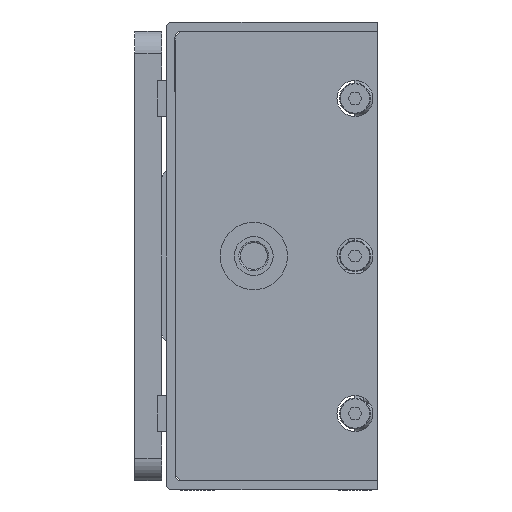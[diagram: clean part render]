
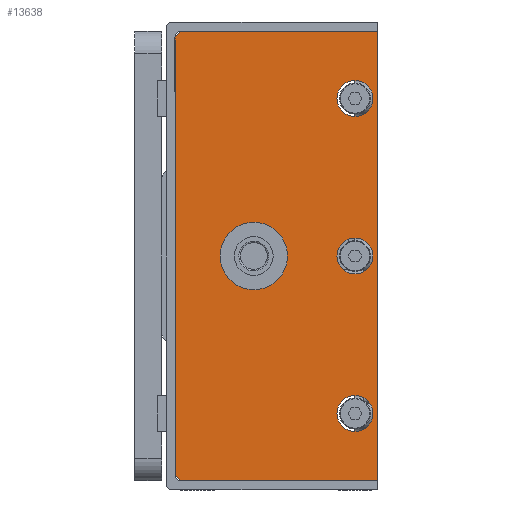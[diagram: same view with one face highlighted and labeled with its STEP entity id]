
A CAD part, left-side view. The second image highlights one B-rep face of the part: STEP entity #13638.
In plain terms, the highlighted planar face has unit normal (-1, 0, 0).
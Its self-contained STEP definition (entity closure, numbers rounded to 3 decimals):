
#167 = DIRECTION ( 'NONE',  ( 1., 0., 0. ) ) ;
#440 = CIRCLE ( 'NONE', #15477, 4. ) ;
#546 = FACE_BOUND ( 'NONE', #7568, .T. ) ;
#1074 = AXIS2_PLACEMENT_3D ( 'NONE', #8853, #28333, #11625 ) ;
#1123 = VECTOR ( 'NONE', #35688, 1000. ) ;
#1604 = VERTEX_POINT ( 'NONE', #7210 ) ;
#1659 = DIRECTION ( 'NONE',  ( 0., 0., 1. ) ) ;
#1674 = EDGE_LOOP ( 'NONE', ( #29229, #26888 ) ) ;
#2118 = CARTESIAN_POINT ( 'NONE',  ( -146., 43., 48. ) ) ;
#2467 = DIRECTION ( 'NONE',  ( -1., 0., 0. ) ) ;
#2675 = EDGE_CURVE ( 'NONE', #6269, #7242, #440, .T. ) ;
#2773 = VERTEX_POINT ( 'NONE', #10894 ) ;
#3178 = AXIS2_PLACEMENT_3D ( 'NONE', #13400, #32903, #16232 ) ;
#3210 = CARTESIAN_POINT ( 'NONE',  ( -146., 5., 31. ) ) ;
#3376 = EDGE_CURVE ( 'NONE', #28771, #25842, #7863, .T. ) ;
#3460 = CARTESIAN_POINT ( 'NONE',  ( -146., 20., 0. ) ) ;
#4427 = EDGE_CURVE ( 'NONE', #15623, #9194, #18448, .T. ) ;
#4645 = AXIS2_PLACEMENT_3D ( 'NONE', #15983, #35425, #18748 ) ;
#4817 = CARTESIAN_POINT ( 'NONE',  ( -146., 5., 35. ) ) ;
#4911 = DIRECTION ( 'NONE',  ( 0., 1., 0. ) ) ;
#5591 = CARTESIAN_POINT ( 'NONE',  ( -146., 0., -50. ) ) ;
#5656 = CIRCLE ( 'NONE', #19220, 2. ) ;
#5694 = PLANE ( 'NONE',  #31450 ) ;
#5701 = CIRCLE ( 'NONE', #8597, 4. ) ;
#5875 = DIRECTION ( 'NONE',  ( 1., 0., 0. ) ) ;
#6109 = CARTESIAN_POINT ( 'NONE',  ( -146., 43., 50. ) ) ;
#6117 = DIRECTION ( 'NONE',  ( -1., 0., 0. ) ) ;
#6188 = ORIENTED_EDGE ( 'NONE', *, *, #28110, .F. ) ;
#6269 = VERTEX_POINT ( 'NONE', #24138 ) ;
#6681 = ORIENTED_EDGE ( 'NONE', *, *, #20663, .F. ) ;
#6715 = AXIS2_PLACEMENT_3D ( 'NONE', #22801, #6117, #25605 ) ;
#7098 = FACE_OUTER_BOUND ( 'NONE', #22238, .T. ) ;
#7210 = CARTESIAN_POINT ( 'NONE',  ( -146., 45., -48. ) ) ;
#7242 = VERTEX_POINT ( 'NONE', #35842 ) ;
#7568 = EDGE_LOOP ( 'NONE', ( #28901, #26448 ) ) ;
#7745 = EDGE_CURVE ( 'NONE', #25842, #28771, #20778, .T. ) ;
#7863 = CIRCLE ( 'NONE', #33915, 7.5 ) ;
#8300 = ORIENTED_EDGE ( 'NONE', *, *, #20606, .T. ) ;
#8439 = EDGE_LOOP ( 'NONE', ( #16697, #6681 ) ) ;
#8547 = LINE ( 'NONE', #27332, #1123 ) ;
#8591 = EDGE_CURVE ( 'NONE', #29443, #1604, #23297, .T. ) ;
#8597 = AXIS2_PLACEMENT_3D ( 'NONE', #14400, #33885, #17225 ) ;
#8673 = DIRECTION ( 'NONE',  ( 0., 1., 0. ) ) ;
#8853 = CARTESIAN_POINT ( 'NONE',  ( -146., 43., -48. ) ) ;
#9194 = VERTEX_POINT ( 'NONE', #24286 ) ;
#9414 = CIRCLE ( 'NONE', #4645, 4. ) ;
#9653 = CIRCLE ( 'NONE', #6715, 4. ) ;
#10563 = VERTEX_POINT ( 'NONE', #12825 ) ;
#10651 = DIRECTION ( 'NONE',  ( -1., 0., 0. ) ) ;
#10894 = CARTESIAN_POINT ( 'NONE',  ( -146., 43., -50. ) ) ;
#11479 = VECTOR ( 'NONE', #13042, 1000. ) ;
#11625 = DIRECTION ( 'NONE',  ( 0., 1., 0. ) ) ;
#12825 = CARTESIAN_POINT ( 'NONE',  ( -146., 5., 4. ) ) ;
#13042 = DIRECTION ( 'NONE',  ( 0., -1., 0. ) ) ;
#13224 = DIRECTION ( 'NONE',  ( -1., 0., 0. ) ) ;
#13400 = CARTESIAN_POINT ( 'NONE',  ( -146., 27.5, 0. ) ) ;
#13638 = ADVANCED_FACE ( 'NONE', ( #29330, #14543, #31138, #546, #7098 ), #5694, .F. ) ;
#14354 = CARTESIAN_POINT ( 'NONE',  ( -146., 35., 0. ) ) ;
#14400 = CARTESIAN_POINT ( 'NONE',  ( -146., 5., -35. ) ) ;
#14543 = FACE_BOUND ( 'NONE', #23755, .T. ) ;
#14666 = EDGE_CURVE ( 'NONE', #10563, #22626, #9653, .T. ) ;
#15477 = AXIS2_PLACEMENT_3D ( 'NONE', #27381, #10651, #30168 ) ;
#15623 = VERTEX_POINT ( 'NONE', #3210 ) ;
#15983 = CARTESIAN_POINT ( 'NONE',  ( -146., 5., 35. ) ) ;
#16136 = CIRCLE ( 'NONE', #34179, 4. ) ;
#16232 = DIRECTION ( 'NONE',  ( 0., 1., 0. ) ) ;
#16404 = VECTOR ( 'NONE', #28693, 1000. ) ;
#16666 = ORIENTED_EDGE ( 'NONE', *, *, #19414, .F. ) ;
#16697 = ORIENTED_EDGE ( 'NONE', *, *, #14666, .F. ) ;
#16909 = VERTEX_POINT ( 'NONE', #24488 ) ;
#16915 = CARTESIAN_POINT ( 'NONE',  ( -146., 45., 50. ) ) ;
#17225 = DIRECTION ( 'NONE',  ( 0., 0., 1. ) ) ;
#17662 = CARTESIAN_POINT ( 'NONE',  ( -146., 5., -4. ) ) ;
#18406 = EDGE_CURVE ( 'NONE', #9194, #15623, #9414, .T. ) ;
#18448 = CIRCLE ( 'NONE', #28365, 4. ) ;
#18748 = DIRECTION ( 'NONE',  ( 0., 0., 1. ) ) ;
#19166 = CARTESIAN_POINT ( 'NONE',  ( -146., 5., 0. ) ) ;
#19220 = AXIS2_PLACEMENT_3D ( 'NONE', #2118, #21603, #4911 ) ;
#19272 = CARTESIAN_POINT ( 'NONE',  ( -146., 27.5, 0. ) ) ;
#19414 = EDGE_CURVE ( 'NONE', #31194, #16909, #19799, .T. ) ;
#19708 = DIRECTION ( 'NONE',  ( 0., 1., 0. ) ) ;
#19799 = LINE ( 'NONE', #29870, #11479 ) ;
#19880 = CARTESIAN_POINT ( 'NONE',  ( -146., 0., 50. ) ) ;
#19963 = CIRCLE ( 'NONE', #1074, 2. ) ;
#20294 = CARTESIAN_POINT ( 'NONE',  ( -146., 45., 50. ) ) ;
#20606 = EDGE_CURVE ( 'NONE', #31194, #29443, #5656, .T. ) ;
#20663 = EDGE_CURVE ( 'NONE', #22626, #10563, #16136, .T. ) ;
#20778 = CIRCLE ( 'NONE', #3178, 7.5 ) ;
#21603 = DIRECTION ( 'NONE',  ( -1., 0., 0. ) ) ;
#21631 = ORIENTED_EDGE ( 'NONE', *, *, #23187, .T. ) ;
#21962 = DIRECTION ( 'NONE',  ( 0., 0., 1. ) ) ;
#22238 = EDGE_LOOP ( 'NONE', ( #34499, #21631, #35574, #30255, #16666, #8300 ) ) ;
#22626 = VERTEX_POINT ( 'NONE', #17662 ) ;
#22801 = CARTESIAN_POINT ( 'NONE',  ( -146., 5., 0. ) ) ;
#23187 = EDGE_CURVE ( 'NONE', #1604, #2773, #19963, .T. ) ;
#23297 = LINE ( 'NONE', #20294, #16404 ) ;
#23755 = EDGE_LOOP ( 'NONE', ( #28456, #6188 ) ) ;
#23846 = CARTESIAN_POINT ( 'NONE',  ( -146., 45., 48. ) ) ;
#24138 = CARTESIAN_POINT ( 'NONE',  ( -146., 5., -31. ) ) ;
#24286 = CARTESIAN_POINT ( 'NONE',  ( -146., 5., 39. ) ) ;
#24488 = CARTESIAN_POINT ( 'NONE',  ( -146., 0., 50. ) ) ;
#25605 = DIRECTION ( 'NONE',  ( 0., 0., 1. ) ) ;
#25842 = VERTEX_POINT ( 'NONE', #3460 ) ;
#25865 = VECTOR ( 'NONE', #31080, 1000. ) ;
#26448 = ORIENTED_EDGE ( 'NONE', *, *, #7745, .T. ) ;
#26888 = ORIENTED_EDGE ( 'NONE', *, *, #4427, .F. ) ;
#27332 = CARTESIAN_POINT ( 'NONE',  ( -146., 45., -50. ) ) ;
#27381 = CARTESIAN_POINT ( 'NONE',  ( -146., 5., -35. ) ) ;
#28110 = EDGE_CURVE ( 'NONE', #7242, #6269, #5701, .T. ) ;
#28333 = DIRECTION ( 'NONE',  ( -1., 0., 0. ) ) ;
#28365 = AXIS2_PLACEMENT_3D ( 'NONE', #4817, #13224, #1659 ) ;
#28456 = ORIENTED_EDGE ( 'NONE', *, *, #2675, .F. ) ;
#28693 = DIRECTION ( 'NONE',  ( 0., 0., -1. ) ) ;
#28771 = VERTEX_POINT ( 'NONE', #14354 ) ;
#28901 = ORIENTED_EDGE ( 'NONE', *, *, #3376, .T. ) ;
#29124 = VERTEX_POINT ( 'NONE', #5591 ) ;
#29229 = ORIENTED_EDGE ( 'NONE', *, *, #18406, .F. ) ;
#29330 = FACE_BOUND ( 'NONE', #1674, .T. ) ;
#29443 = VERTEX_POINT ( 'NONE', #23846 ) ;
#29870 = CARTESIAN_POINT ( 'NONE',  ( -146., 45., 50. ) ) ;
#30168 = DIRECTION ( 'NONE',  ( 0., 0., 1. ) ) ;
#30255 = ORIENTED_EDGE ( 'NONE', *, *, #32336, .F. ) ;
#30914 = EDGE_CURVE ( 'NONE', #2773, #29124, #8547, .T. ) ;
#31080 = DIRECTION ( 'NONE',  ( 0., 0., -1. ) ) ;
#31138 = FACE_BOUND ( 'NONE', #8439, .T. ) ;
#31194 = VERTEX_POINT ( 'NONE', #6109 ) ;
#31450 = AXIS2_PLACEMENT_3D ( 'NONE', #16915, #167, #19708 ) ;
#32336 = EDGE_CURVE ( 'NONE', #16909, #29124, #33280, .T. ) ;
#32903 = DIRECTION ( 'NONE',  ( 1., 0., 0. ) ) ;
#33280 = LINE ( 'NONE', #19880, #25865 ) ;
#33885 = DIRECTION ( 'NONE',  ( -1., 0., 0. ) ) ;
#33915 = AXIS2_PLACEMENT_3D ( 'NONE', #19272, #5875, #8673 ) ;
#34179 = AXIS2_PLACEMENT_3D ( 'NONE', #19166, #2467, #21962 ) ;
#34499 = ORIENTED_EDGE ( 'NONE', *, *, #8591, .T. ) ;
#35425 = DIRECTION ( 'NONE',  ( -1., 0., 0. ) ) ;
#35574 = ORIENTED_EDGE ( 'NONE', *, *, #30914, .T. ) ;
#35688 = DIRECTION ( 'NONE',  ( 0., -1., 0. ) ) ;
#35842 = CARTESIAN_POINT ( 'NONE',  ( -146., 5., -39. ) ) ;
